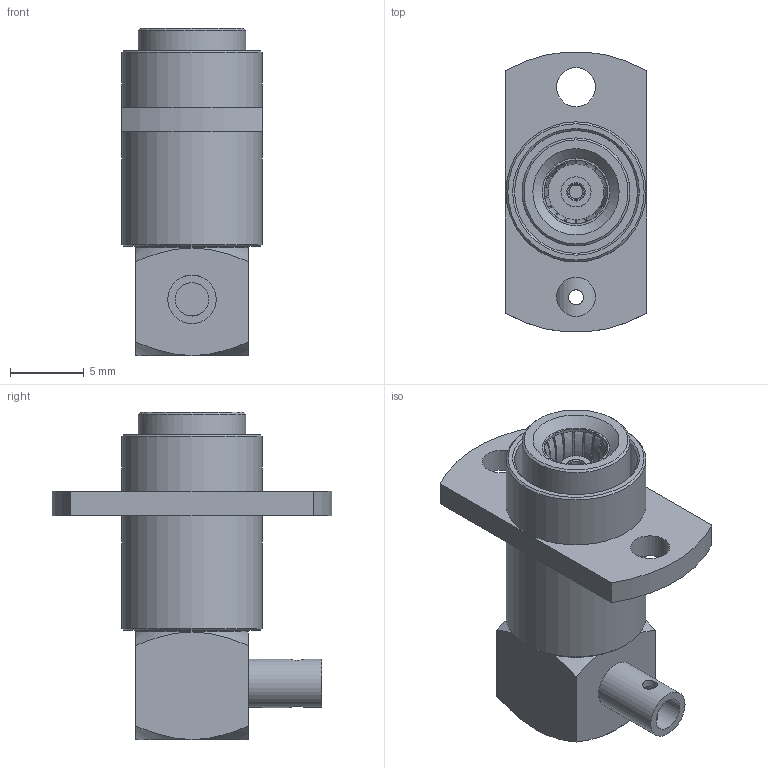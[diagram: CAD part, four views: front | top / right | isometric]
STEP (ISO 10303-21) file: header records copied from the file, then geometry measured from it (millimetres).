
FILE_DESCRIPTION (( 'STEP AP203' ), '1' );
FILE_NAME ('FMCN1215_3D.step', '2022-04-07T14:48:58', ( '' ), ( '' ), 'SwSTEP 2.0', 'SolidWorks 2021', '' );
FILE_SCHEMA (( 'CONFIG_CONTROL_DESIGN' ));
Length unit declared in the file: inch
Products named in the file (1): FMCN1215_3D
Bounding box: 9.6 x 18.95 x 22.15 mm (x, y, z)
Volume: 1462 mm3; surface area: 1561.2 mm2
Topology: 1 solids, 1 shells, 170 faces, 559 edges, 369 vertices
Faces by surface type: plane 93, cylinder 57, cone 17, bspline 3
Full cylindrical faces by diameter (mm): 0.94 x1, 1.016 x2, 1.194 x1, 1.245 x1, 2.032 x1, 2.261 x1, 2.65 x2, 3.277 x1, 4.064 x1, 4.318 x1, 4.561 x1, 4.572 x1, 7.3 x1, 7.62 x1, 8.316 x1, 9.48 x2
Entity records: 7212 total; most frequent: CARTESIAN_POINT 2793, ORIENTED_EDGE 1048, DIRECTION 702, EDGE_CURVE 524, VERTEX_POINT 360, AXIS2_PLACEMENT_3D 275, B_SPLINE_CURVE_WITH_KNOTS 243, EDGE_LOOP 218
